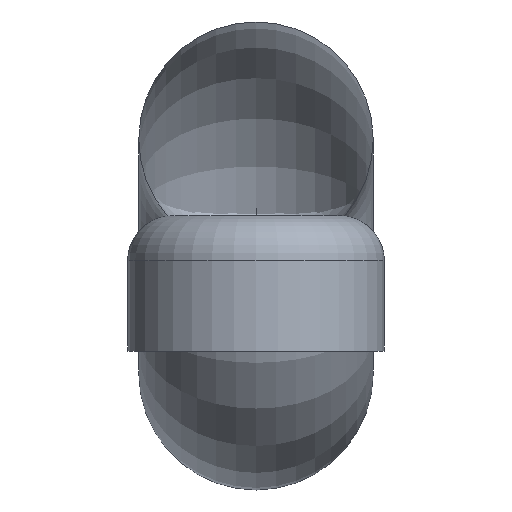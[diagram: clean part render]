
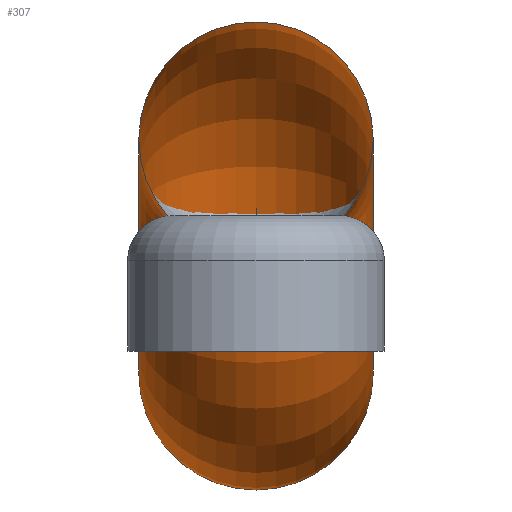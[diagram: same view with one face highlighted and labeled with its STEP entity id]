
A CAD part, front view. The second image highlights one B-rep face of the part: STEP entity #307.
In plain terms, the highlighted toroidal (fillet/blend) face has major radius 2.6 mm and minor radius 2.6 mm.
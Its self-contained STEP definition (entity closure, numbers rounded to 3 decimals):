
#9 = EDGE_CURVE ( 'NONE', #228, #87, #142, .T. ) ;
#11 = CIRCLE ( 'NONE', #81, 2.6 ) ;
#15 = ORIENTED_EDGE ( 'NONE', *, *, #346, .F. ) ;
#16 = AXIS2_PLACEMENT_3D ( 'NONE', #431, #120, #20 ) ;
#17 = DIRECTION ( 'NONE',  ( 0., 0., 1. ) ) ;
#20 = DIRECTION ( 'NONE',  ( 1., 0., 0. ) ) ;
#24 = CARTESIAN_POINT ( 'NONE',  ( 0., 17.2, 7.3 ) ) ;
#38 = CIRCLE ( 'NONE', #16, 2.6 ) ;
#42 = DIRECTION ( 'NONE',  ( -1., 0., 0. ) ) ;
#53 = DIRECTION ( 'NONE',  ( 0., 0., 1. ) ) ;
#81 = AXIS2_PLACEMENT_3D ( 'NONE', #293, #88, #396 ) ;
#87 = VERTEX_POINT ( 'NONE', #206 ) ;
#88 = DIRECTION ( 'NONE',  ( 0., 1., 0. ) ) ;
#96 = DIRECTION ( 'NONE',  ( 1., 0., 0. ) ) ;
#97 = CARTESIAN_POINT ( 'NONE',  ( 0., 14.6, 2.1 ) ) ;
#108 = AXIS2_PLACEMENT_3D ( 'NONE', #97, #437, #238 ) ;
#120 = DIRECTION ( 'NONE',  ( 0., 1., 0. ) ) ;
#142 = CIRCLE ( 'NONE', #108, 2.6 ) ;
#146 = CARTESIAN_POINT ( 'NONE',  ( 0., 17.2, 2.1 ) ) ;
#156 = AXIS2_PLACEMENT_3D ( 'NONE', #230, #186, #96 ) ;
#186 = DIRECTION ( 'NONE',  ( 0., 0., 1. ) ) ;
#190 = EDGE_LOOP ( 'NONE', ( #15, #298, #408, #333, #219 ) ) ;
#197 = DIRECTION ( 'NONE',  ( 1., 0., 0. ) ) ;
#206 = CARTESIAN_POINT ( 'NONE',  ( 0., 17.2, 2.1 ) ) ;
#219 = ORIENTED_EDGE ( 'NONE', *, *, #374, .F. ) ;
#228 = VERTEX_POINT ( 'NONE', #367 ) ;
#230 = CARTESIAN_POINT ( 'NONE',  ( 0., 14.6, 2.1 ) ) ;
#238 = DIRECTION ( 'NONE',  ( 1., 0., 0. ) ) ;
#250 = CIRCLE ( 'NONE', #156, 2.6 ) ;
#259 = CARTESIAN_POINT ( 'NONE',  ( 0., 14.6, 2.1 ) ) ;
#289 = CIRCLE ( 'NONE', #406, 2.6 ) ;
#293 = CARTESIAN_POINT ( 'NONE',  ( 0., 17.2, 4.7 ) ) ;
#298 = ORIENTED_EDGE ( 'NONE', *, *, #403, .T. ) ;
#307 = ADVANCED_FACE ( 'NONE', ( #330 ), #352, .T. ) ;
#330 = FACE_OUTER_BOUND ( 'NONE', #190, .T. ) ;
#333 = ORIENTED_EDGE ( 'NONE', *, *, #9, .T. ) ;
#346 = EDGE_CURVE ( 'NONE', #87, #375, #38, .T. ) ;
#352 = TOROIDAL_SURFACE ( 'NONE', #373, 2.6, 2.6 ) ;
#361 = EDGE_CURVE ( 'NONE', #430, #228, #289, .T. ) ;
#367 = CARTESIAN_POINT ( 'NONE',  ( 2.6, 14.6, 2.1 ) ) ;
#373 = AXIS2_PLACEMENT_3D ( 'NONE', #146, #42, #17 ) ;
#374 = EDGE_CURVE ( 'NONE', #375, #87, #11, .T. ) ;
#375 = VERTEX_POINT ( 'NONE', #24 ) ;
#396 = DIRECTION ( 'NONE',  ( 1., 0., 0. ) ) ;
#403 = EDGE_CURVE ( 'NONE', #87, #430, #250, .T. ) ;
#406 = AXIS2_PLACEMENT_3D ( 'NONE', #259, #53, #197 ) ;
#408 = ORIENTED_EDGE ( 'NONE', *, *, #361, .T. ) ;
#430 = VERTEX_POINT ( 'NONE', #433 ) ;
#431 = CARTESIAN_POINT ( 'NONE',  ( 0., 17.2, 4.7 ) ) ;
#433 = CARTESIAN_POINT ( 'NONE',  ( -2.6, 14.6, 2.1 ) ) ;
#437 = DIRECTION ( 'NONE',  ( 0., 0., 1. ) ) ;
